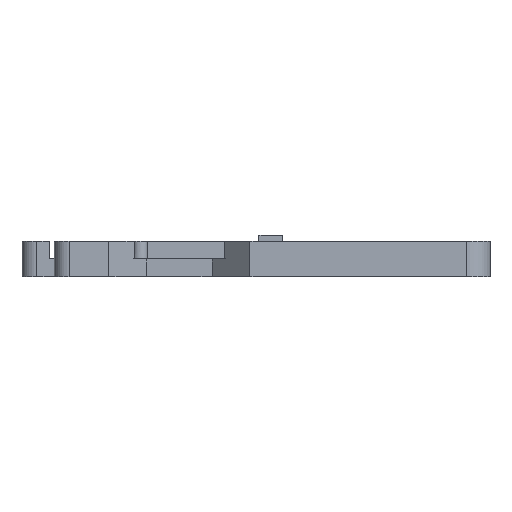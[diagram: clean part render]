
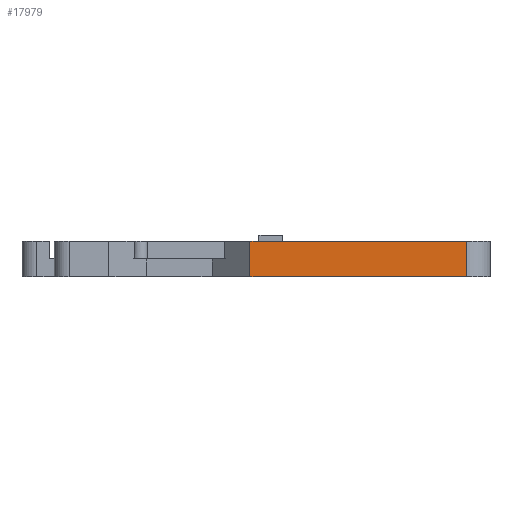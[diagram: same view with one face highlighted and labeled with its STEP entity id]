
A CAD part, front view. The second image highlights one B-rep face of the part: STEP entity #17979.
In plain terms, the highlighted planar face has unit normal (0, -1, 0).
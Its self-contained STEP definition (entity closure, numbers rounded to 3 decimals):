
#55 = PLANE('',#56);
#56 = AXIS2_PLACEMENT_3D('',#57,#58,#59);
#57 = CARTESIAN_POINT('',(120.44,-31.42,0.));
#58 = DIRECTION('',(0.,0.,1.));
#59 = DIRECTION('',(1.,0.,0.));
#894 = VERTEX_POINT('',#895);
#895 = CARTESIAN_POINT('',(83.988,-31.42,0.));
#909 = PLANE('',#910);
#910 = AXIS2_PLACEMENT_3D('',#911,#912,#913);
#911 = CARTESIAN_POINT('',(77.591,-25.023,0.));
#912 = DIRECTION('',(0.707,0.707,0.));
#913 = DIRECTION('',(0.707,-0.707,0.));
#921 = EDGE_CURVE('',#922,#894,#924,.T.);
#922 = VERTEX_POINT('',#923);
#923 = CARTESIAN_POINT('',(120.44,-31.42,0.));
#924 = SURFACE_CURVE('',#925,(#929,#936),.PCURVE_S1.);
#925 = LINE('',#926,#927);
#926 = CARTESIAN_POINT('',(120.44,-31.42,0.));
#927 = VECTOR('',#928,1.);
#928 = DIRECTION('',(-1.,0.,0.));
#929 = PCURVE('',#55,#930);
#930 = DEFINITIONAL_REPRESENTATION('',(#931),#935);
#931 = LINE('',#932,#933);
#932 = CARTESIAN_POINT('',(0.,0.));
#933 = VECTOR('',#934,1.);
#934 = DIRECTION('',(-1.,0.));
#935 = ( GEOMETRIC_REPRESENTATION_CONTEXT(2) 
PARAMETRIC_REPRESENTATION_CONTEXT() REPRESENTATION_CONTEXT('2D SPACE',''
  ) );
#936 = PCURVE('',#937,#942);
#937 = PLANE('',#938);
#938 = AXIS2_PLACEMENT_3D('',#939,#940,#941);
#939 = CARTESIAN_POINT('',(120.44,-31.42,0.));
#940 = DIRECTION('',(0.,-1.,0.));
#941 = DIRECTION('',(-1.,0.,0.));
#942 = DEFINITIONAL_REPRESENTATION('',(#943),#947);
#943 = LINE('',#944,#945);
#944 = CARTESIAN_POINT('',(0.,-0.));
#945 = VECTOR('',#946,1.);
#946 = DIRECTION('',(1.,0.));
#947 = ( GEOMETRIC_REPRESENTATION_CONTEXT(2) 
PARAMETRIC_REPRESENTATION_CONTEXT() REPRESENTATION_CONTEXT('2D SPACE',''
  ) );
#966 = CYLINDRICAL_SURFACE('',#967,4.);
#967 = AXIS2_PLACEMENT_3D('',#968,#969,#970);
#968 = CARTESIAN_POINT('',(120.44,-27.42,0.));
#969 = DIRECTION('',(-0.,-0.,-1.));
#970 = DIRECTION('',(1.,0.,0.));
#17882 = VERTEX_POINT('',#17883);
#17883 = CARTESIAN_POINT('',(83.988,-31.42,6.));
#17896 = PLANE('',#17897);
#17897 = AXIS2_PLACEMENT_3D('',#17898,#17899,#17900);
#17898 = CARTESIAN_POINT('',(120.44,-31.42,6.));
#17899 = DIRECTION('',(0.,0.,1.));
#17900 = DIRECTION('',(1.,0.,0.));
#17907 = EDGE_CURVE('',#894,#17882,#17908,.T.);
#17908 = SURFACE_CURVE('',#17909,(#17913,#17919),.PCURVE_S1.);
#17909 = LINE('',#17910,#17911);
#17910 = CARTESIAN_POINT('',(83.988,-31.42,0.));
#17911 = VECTOR('',#17912,1.);
#17912 = DIRECTION('',(0.,0.,1.));
#17913 = PCURVE('',#909,#17914);
#17914 = DEFINITIONAL_REPRESENTATION('',(#17915),#17918);
#17915 = B_SPLINE_CURVE_WITH_KNOTS('',1,(#17916,#17917),.UNSPECIFIED.,
  .F.,.F.,(2,2),(-0.6,6.6),.PIECEWISE_BEZIER_KNOTS.);
#17916 = CARTESIAN_POINT('',(9.047,0.6));
#17917 = CARTESIAN_POINT('',(9.047,-6.6));
#17918 = ( GEOMETRIC_REPRESENTATION_CONTEXT(2) 
PARAMETRIC_REPRESENTATION_CONTEXT() REPRESENTATION_CONTEXT('2D SPACE',''
  ) );
#17919 = PCURVE('',#937,#17920);
#17920 = DEFINITIONAL_REPRESENTATION('',(#17921),#17924);
#17921 = B_SPLINE_CURVE_WITH_KNOTS('',1,(#17922,#17923),.UNSPECIFIED.,
  .F.,.F.,(2,2),(-0.6,6.6),.PIECEWISE_BEZIER_KNOTS.);
#17922 = CARTESIAN_POINT('',(36.452,0.6));
#17923 = CARTESIAN_POINT('',(36.452,-6.6));
#17924 = ( GEOMETRIC_REPRESENTATION_CONTEXT(2) 
PARAMETRIC_REPRESENTATION_CONTEXT() REPRESENTATION_CONTEXT('2D SPACE',''
  ) );
#17979 = ADVANCED_FACE('',(#17980),#937,.T.);
#17980 = FACE_BOUND('',#17981,.T.);
#17981 = EDGE_LOOP('',(#17982,#17983,#18006,#18027));
#17982 = ORIENTED_EDGE('',*,*,#921,.F.);
#17983 = ORIENTED_EDGE('',*,*,#17984,.T.);
#17984 = EDGE_CURVE('',#922,#17985,#17987,.T.);
#17985 = VERTEX_POINT('',#17986);
#17986 = CARTESIAN_POINT('',(120.44,-31.42,6.));
#17987 = SURFACE_CURVE('',#17988,(#17992,#17999),.PCURVE_S1.);
#17988 = LINE('',#17989,#17990);
#17989 = CARTESIAN_POINT('',(120.44,-31.42,0.));
#17990 = VECTOR('',#17991,1.);
#17991 = DIRECTION('',(0.,0.,1.));
#17992 = PCURVE('',#937,#17993);
#17993 = DEFINITIONAL_REPRESENTATION('',(#17994),#17998);
#17994 = LINE('',#17995,#17996);
#17995 = CARTESIAN_POINT('',(0.,-0.));
#17996 = VECTOR('',#17997,1.);
#17997 = DIRECTION('',(0.,-1.));
#17998 = ( GEOMETRIC_REPRESENTATION_CONTEXT(2) 
PARAMETRIC_REPRESENTATION_CONTEXT() REPRESENTATION_CONTEXT('2D SPACE',''
  ) );
#17999 = PCURVE('',#966,#18000);
#18000 = DEFINITIONAL_REPRESENTATION('',(#18001),#18005);
#18001 = LINE('',#18002,#18003);
#18002 = CARTESIAN_POINT('',(-4.712,0.));
#18003 = VECTOR('',#18004,1.);
#18004 = DIRECTION('',(-0.,-1.));
#18005 = ( GEOMETRIC_REPRESENTATION_CONTEXT(2) 
PARAMETRIC_REPRESENTATION_CONTEXT() REPRESENTATION_CONTEXT('2D SPACE',''
  ) );
#18006 = ORIENTED_EDGE('',*,*,#18007,.T.);
#18007 = EDGE_CURVE('',#17985,#17882,#18008,.T.);
#18008 = SURFACE_CURVE('',#18009,(#18013,#18020),.PCURVE_S1.);
#18009 = LINE('',#18010,#18011);
#18010 = CARTESIAN_POINT('',(120.44,-31.42,6.));
#18011 = VECTOR('',#18012,1.);
#18012 = DIRECTION('',(-1.,0.,0.));
#18013 = PCURVE('',#937,#18014);
#18014 = DEFINITIONAL_REPRESENTATION('',(#18015),#18019);
#18015 = LINE('',#18016,#18017);
#18016 = CARTESIAN_POINT('',(0.,-6.));
#18017 = VECTOR('',#18018,1.);
#18018 = DIRECTION('',(1.,0.));
#18019 = ( GEOMETRIC_REPRESENTATION_CONTEXT(2) 
PARAMETRIC_REPRESENTATION_CONTEXT() REPRESENTATION_CONTEXT('2D SPACE',''
  ) );
#18020 = PCURVE('',#17896,#18021);
#18021 = DEFINITIONAL_REPRESENTATION('',(#18022),#18026);
#18022 = LINE('',#18023,#18024);
#18023 = CARTESIAN_POINT('',(0.,0.));
#18024 = VECTOR('',#18025,1.);
#18025 = DIRECTION('',(-1.,0.));
#18026 = ( GEOMETRIC_REPRESENTATION_CONTEXT(2) 
PARAMETRIC_REPRESENTATION_CONTEXT() REPRESENTATION_CONTEXT('2D SPACE',''
  ) );
#18027 = ORIENTED_EDGE('',*,*,#17907,.F.);
